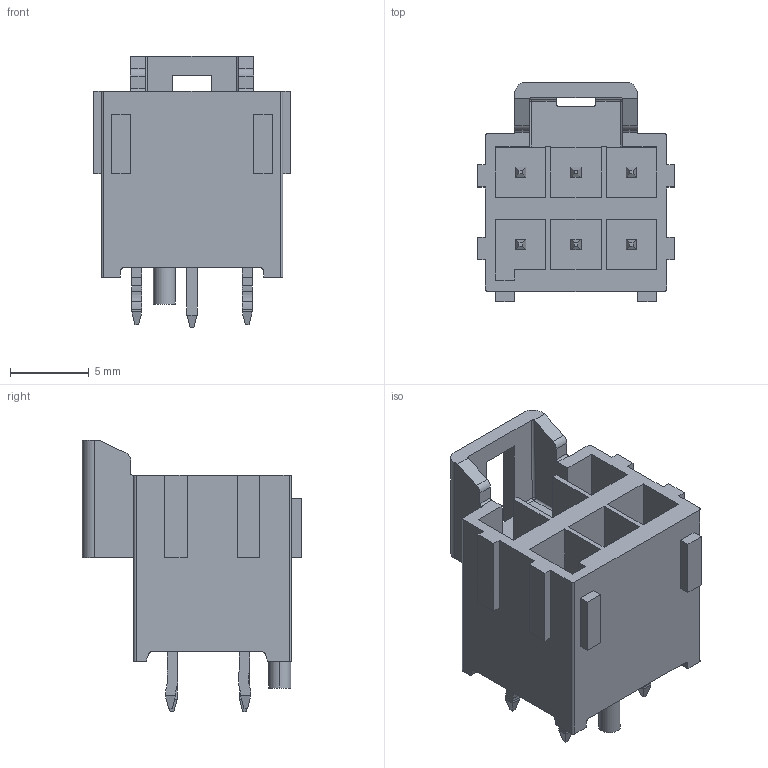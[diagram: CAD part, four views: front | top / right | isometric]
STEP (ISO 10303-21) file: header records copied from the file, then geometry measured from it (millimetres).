
FILE_DESCRIPTION((''),'2;1');
FILE_NAME('1722981206','2016-10-17T',('rlalsangi'),(''),'PRO/ENGINEER BY PARAMETRIC TECHNOLOGY CORPORATION, 2012310','PRO/ENGINEER BY PARAMETRIC TECHNOLOGY CORPORATION, 2012310','');
FILE_SCHEMA(('CONFIG_CONTROL_DESIGN'));
Length unit declared in the file: millimetre
Products named in the file (1): 1722981206
Bounding box: 12.5 x 13.91 x 17.2 mm (x, y, z)
Volume: 881.4 mm3; surface area: 1732.8 mm2
Topology: 1 solids, 1 shells, 375 faces, 1025 edges, 670 vertices
Faces by surface type: plane 271, cylinder 102, sphere 2
Entity records: 11799 total; most frequent: CARTESIAN_POINT 2103, ORIENTED_EDGE 2020, DIRECTION 1973, EDGE_CURVE 1010, VECTOR 805, LINE 805, VERTEX_POINT 654, AXIS2_PLACEMENT_3D 584
